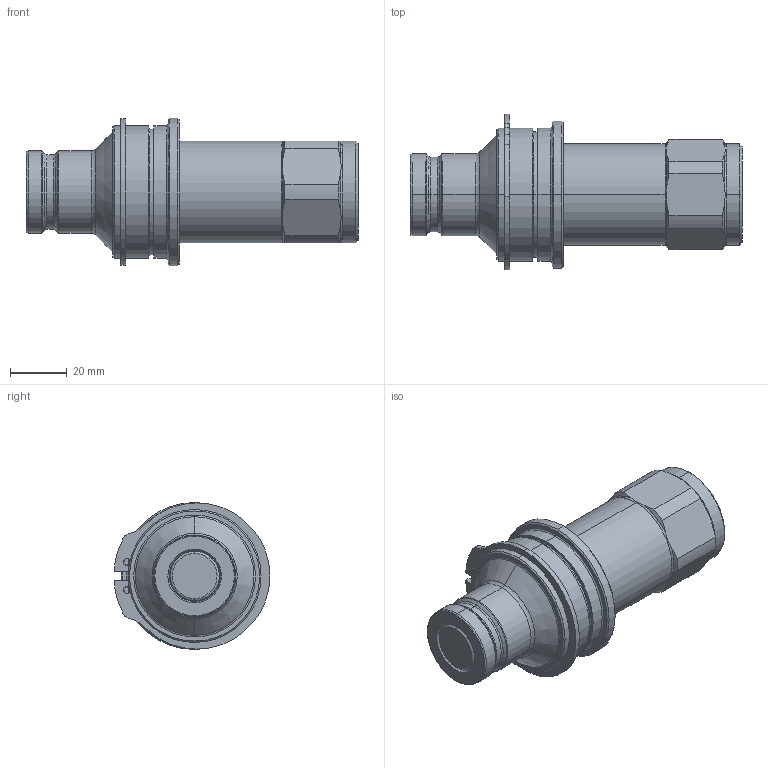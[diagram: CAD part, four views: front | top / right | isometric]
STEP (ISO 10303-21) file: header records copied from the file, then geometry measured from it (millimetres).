
FILE_DESCRIPTION (( 'STEP AP214' ), '1' );
FILE_NAME ('FF5021 CE.STEP', '2013-07-24T09:36:04', ( 'admin' ), ( 'Microsoft' ), 'SwSTEP 2.0', 'SolidWorks 2009', '' );
FILE_SCHEMA (( 'AUTOMOTIVE_DESIGN' ));
Length unit declared in the file: millimetre
Products named in the file (1): FF5021 CE
Bounding box: 117.35 x 55.14 x 52 mm (x, y, z)
Volume: 125730.1 mm3; surface area: 20381 mm2
Topology: 1 solids, 1 shells, 141 faces, 332 edges, 202 vertices
Faces by surface type: cylinder 46, cone 38, torus 29, plane 28
Entity records: 4265 total; most frequent: CARTESIAN_POINT 920, DIRECTION 768, ORIENTED_EDGE 664, AXIS2_PLACEMENT_3D 338, EDGE_CURVE 332, VERTEX_POINT 202, CIRCLE 196, EDGE_LOOP 154
